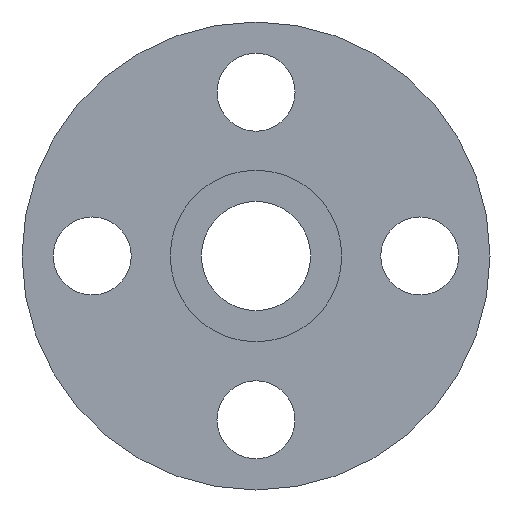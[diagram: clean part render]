
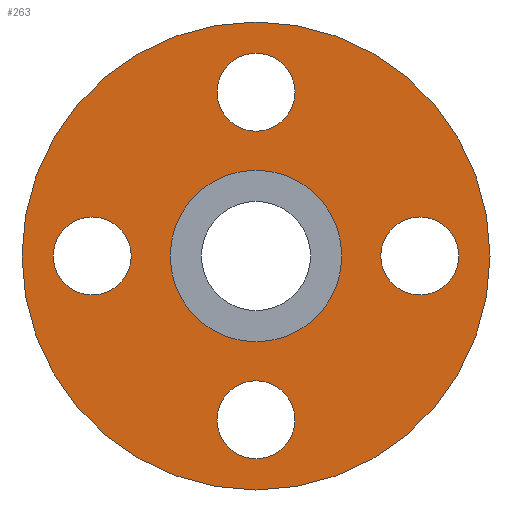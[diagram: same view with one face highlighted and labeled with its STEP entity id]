
A CAD part, left-side view. The second image highlights one B-rep face of the part: STEP entity #263.
In plain terms, the highlighted planar face has unit normal (-1, 0, 0).
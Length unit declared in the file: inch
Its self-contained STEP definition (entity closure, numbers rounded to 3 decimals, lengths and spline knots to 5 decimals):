
#4 = CIRCLE ( 'NONE', #283, 0.3125 ) ;
#13 = DIRECTION ( 'NONE',  ( 0., 0., 1. ) ) ;
#19 = AXIS2_PLACEMENT_3D ( 'NONE', #550, #157, #205 ) ;
#20 = DIRECTION ( 'NONE',  ( 0., 0., 1. ) ) ;
#27 = CARTESIAN_POINT ( 'NONE',  ( 0.10586, 0., 0.6875 ) ) ;
#28 = EDGE_CURVE ( 'NONE', #90, #409, #507, .T. ) ;
#29 = VERTEX_POINT ( 'NONE', #277 ) ;
#47 = CIRCLE ( 'NONE', #379, 0.3125 ) ;
#58 = DIRECTION ( 'NONE',  ( -1., 0., 0. ) ) ;
#63 = CARTESIAN_POINT ( 'NONE',  ( 0.10586, -1.3125, 0. ) ) ;
#65 = ORIENTED_EDGE ( 'NONE', *, *, #248, .F. ) ;
#72 = CARTESIAN_POINT ( 'NONE',  ( 0.10586, 0., 1.625 ) ) ;
#77 = CARTESIAN_POINT ( 'NONE',  ( 0.10586, 0., -1.3125 ) ) ;
#82 = VERTEX_POINT ( 'NONE', #335 ) ;
#84 = CARTESIAN_POINT ( 'NONE',  ( 0.10586, 1.3125, -0.3125 ) ) ;
#88 = EDGE_LOOP ( 'NONE', ( #247, #65 ) ) ;
#90 = VERTEX_POINT ( 'NONE', #509 ) ;
#93 = ORIENTED_EDGE ( 'NONE', *, *, #201, .T. ) ;
#95 = CIRCLE ( 'NONE', #557, 1.875 ) ;
#101 = CARTESIAN_POINT ( 'NONE',  ( 0.10586, 0., -0.6875 ) ) ;
#112 = DIRECTION ( 'NONE',  ( 0., 0., 1. ) ) ;
#115 = CARTESIAN_POINT ( 'NONE',  ( 0.10586, 0., 0. ) ) ;
#123 = DIRECTION ( 'NONE',  ( 0., 0., -1. ) ) ;
#126 = PLANE ( 'NONE',  #517 ) ;
#134 = DIRECTION ( 'NONE',  ( 0., 0., -1. ) ) ;
#136 = CARTESIAN_POINT ( 'NONE',  ( 0.10586, 0., -1. ) ) ;
#143 = CARTESIAN_POINT ( 'NONE',  ( 0.10586, 1.3125, 0. ) ) ;
#144 = EDGE_CURVE ( 'NONE', #609, #606, #378, .T. ) ;
#151 = EDGE_LOOP ( 'NONE', ( #683, #93 ) ) ;
#155 = VERTEX_POINT ( 'NONE', #707 ) ;
#157 = DIRECTION ( 'NONE',  ( -1., 0., 0. ) ) ;
#177 = FACE_BOUND ( 'NONE', #306, .T. ) ;
#181 = CARTESIAN_POINT ( 'NONE',  ( 0.10586, 0., 1.3125 ) ) ;
#194 = DIRECTION ( 'NONE',  ( 0., -1., 0. ) ) ;
#201 = EDGE_CURVE ( 'NONE', #82, #155, #95, .T. ) ;
#205 = DIRECTION ( 'NONE',  ( 0., -1., 0. ) ) ;
#211 = EDGE_CURVE ( 'NONE', #606, #609, #616, .T. ) ;
#227 = DIRECTION ( 'NONE',  ( -1., 0., 0. ) ) ;
#230 = CARTESIAN_POINT ( 'NONE',  ( 0.10586, -1.3125, 0. ) ) ;
#238 = ORIENTED_EDGE ( 'NONE', *, *, #28, .F. ) ;
#239 = DIRECTION ( 'NONE',  ( -1., 0., 0. ) ) ;
#241 = CARTESIAN_POINT ( 'NONE',  ( 0.10586, 0., 0. ) ) ;
#245 = FACE_BOUND ( 'NONE', #429, .T. ) ;
#247 = ORIENTED_EDGE ( 'NONE', *, *, #563, .F. ) ;
#248 = EDGE_CURVE ( 'NONE', #29, #539, #668, .T. ) ;
#255 = VERTEX_POINT ( 'NONE', #579 ) ;
#263 = ADVANCED_FACE ( 'NONE', ( #647, #177, #598, #542, #308, #245 ), #126, .T. ) ;
#267 = ORIENTED_EDGE ( 'NONE', *, *, #144, .F. ) ;
#269 = DIRECTION ( 'NONE',  ( -1., 0., 0. ) ) ;
#271 = CARTESIAN_POINT ( 'NONE',  ( 0.10586, 1.3125, 0. ) ) ;
#273 = EDGE_CURVE ( 'NONE', #255, #663, #4, .T. ) ;
#277 = CARTESIAN_POINT ( 'NONE',  ( 0.10586, 0., -1.625 ) ) ;
#280 = EDGE_CURVE ( 'NONE', #663, #255, #361, .T. ) ;
#283 = AXIS2_PLACEMENT_3D ( 'NONE', #230, #239, #134 ) ;
#284 = AXIS2_PLACEMENT_3D ( 'NONE', #143, #469, #368 ) ;
#305 = DIRECTION ( 'NONE',  ( 0., 0., 1. ) ) ;
#306 = EDGE_LOOP ( 'NONE', ( #565, #619 ) ) ;
#308 = FACE_OUTER_BOUND ( 'NONE', #151, .T. ) ;
#315 = CIRCLE ( 'NONE', #530, 1.875 ) ;
#325 = AXIS2_PLACEMENT_3D ( 'NONE', #271, #342, #112 ) ;
#326 = ORIENTED_EDGE ( 'NONE', *, *, #211, .F. ) ;
#327 = AXIS2_PLACEMENT_3D ( 'NONE', #414, #657, #13 ) ;
#335 = CARTESIAN_POINT ( 'NONE',  ( 0.10586, 0., -1.875 ) ) ;
#342 = DIRECTION ( 'NONE',  ( -1., 0., 0. ) ) ;
#360 = CARTESIAN_POINT ( 'NONE',  ( 0.10586, 0., 0. ) ) ;
#361 = CIRCLE ( 'NONE', #653, 0.3125 ) ;
#363 = AXIS2_PLACEMENT_3D ( 'NONE', #408, #227, #640 ) ;
#368 = DIRECTION ( 'NONE',  ( 0., 0., 1. ) ) ;
#378 = CIRCLE ( 'NONE', #466, 0.6875 ) ;
#379 = AXIS2_PLACEMENT_3D ( 'NONE', #181, #649, #194 ) ;
#381 = ORIENTED_EDGE ( 'NONE', *, *, #601, .F. ) ;
#403 = EDGE_LOOP ( 'NONE', ( #238, #415 ) ) ;
#408 = CARTESIAN_POINT ( 'NONE',  ( 0.10586, 0., -1.3125 ) ) ;
#409 = VERTEX_POINT ( 'NONE', #84 ) ;
#414 = CARTESIAN_POINT ( 'NONE',  ( 0.10586, 0., 0. ) ) ;
#415 = ORIENTED_EDGE ( 'NONE', *, *, #559, .F. ) ;
#421 = CIRCLE ( 'NONE', #654, 0.3125 ) ;
#427 = DIRECTION ( 'NONE',  ( -1., 0., 0. ) ) ;
#429 = EDGE_LOOP ( 'NONE', ( #326, #267 ) ) ;
#443 = CARTESIAN_POINT ( 'NONE',  ( 0.10586, 0., 0. ) ) ;
#466 = AXIS2_PLACEMENT_3D ( 'NONE', #241, #58, #475 ) ;
#469 = DIRECTION ( 'NONE',  ( -1., 0., 0. ) ) ;
#475 = DIRECTION ( 'NONE',  ( 0., 0., 1. ) ) ;
#480 = EDGE_CURVE ( 'NONE', #523, #587, #47, .T. ) ;
#497 = EDGE_LOOP ( 'NONE', ( #549, #381 ) ) ;
#507 = CIRCLE ( 'NONE', #325, 0.3125 ) ;
#509 = CARTESIAN_POINT ( 'NONE',  ( 0.10586, 1.3125, 0.3125 ) ) ;
#517 = AXIS2_PLACEMENT_3D ( 'NONE', #360, #525, #20 ) ;
#523 = VERTEX_POINT ( 'NONE', #72 ) ;
#525 = DIRECTION ( 'NONE',  ( -1., 0., 0. ) ) ;
#530 = AXIS2_PLACEMENT_3D ( 'NONE', #443, #269, #677 ) ;
#539 = VERTEX_POINT ( 'NONE', #136 ) ;
#542 = FACE_BOUND ( 'NONE', #403, .T. ) ;
#549 = ORIENTED_EDGE ( 'NONE', *, *, #480, .F. ) ;
#550 = CARTESIAN_POINT ( 'NONE',  ( 0.10586, 0., 1.3125 ) ) ;
#557 = AXIS2_PLACEMENT_3D ( 'NONE', #115, #711, #305 ) ;
#559 = EDGE_CURVE ( 'NONE', #409, #90, #570, .T. ) ;
#563 = EDGE_CURVE ( 'NONE', #539, #29, #421, .T. ) ;
#565 = ORIENTED_EDGE ( 'NONE', *, *, #273, .F. ) ;
#566 = CARTESIAN_POINT ( 'NONE',  ( 0.10586, -1.3125, -0.3125 ) ) ;
#570 = CIRCLE ( 'NONE', #284, 0.3125 ) ;
#579 = CARTESIAN_POINT ( 'NONE',  ( 0.10586, -1.3125, 0.3125 ) ) ;
#585 = DIRECTION ( 'NONE',  ( 0., 1., 0. ) ) ;
#587 = VERTEX_POINT ( 'NONE', #706 ) ;
#598 = FACE_BOUND ( 'NONE', #88, .T. ) ;
#601 = EDGE_CURVE ( 'NONE', #587, #523, #670, .T. ) ;
#606 = VERTEX_POINT ( 'NONE', #27 ) ;
#609 = VERTEX_POINT ( 'NONE', #101 ) ;
#616 = CIRCLE ( 'NONE', #327, 0.6875 ) ;
#619 = ORIENTED_EDGE ( 'NONE', *, *, #280, .F. ) ;
#640 = DIRECTION ( 'NONE',  ( 0., 1., 0. ) ) ;
#647 = FACE_BOUND ( 'NONE', #497, .T. ) ;
#648 = DIRECTION ( 'NONE',  ( -1., 0., 0. ) ) ;
#649 = DIRECTION ( 'NONE',  ( -1., 0., 0. ) ) ;
#653 = AXIS2_PLACEMENT_3D ( 'NONE', #63, #648, #123 ) ;
#654 = AXIS2_PLACEMENT_3D ( 'NONE', #77, #427, #585 ) ;
#657 = DIRECTION ( 'NONE',  ( -1., 0., 0. ) ) ;
#663 = VERTEX_POINT ( 'NONE', #566 ) ;
#668 = CIRCLE ( 'NONE', #363, 0.3125 ) ;
#670 = CIRCLE ( 'NONE', #19, 0.3125 ) ;
#677 = DIRECTION ( 'NONE',  ( 0., 0., 1. ) ) ;
#683 = ORIENTED_EDGE ( 'NONE', *, *, #719, .T. ) ;
#706 = CARTESIAN_POINT ( 'NONE',  ( 0.10586, 0., 1. ) ) ;
#707 = CARTESIAN_POINT ( 'NONE',  ( 0.10586, 0., 1.875 ) ) ;
#711 = DIRECTION ( 'NONE',  ( -1., 0., 0. ) ) ;
#719 = EDGE_CURVE ( 'NONE', #155, #82, #315, .T. ) ;
